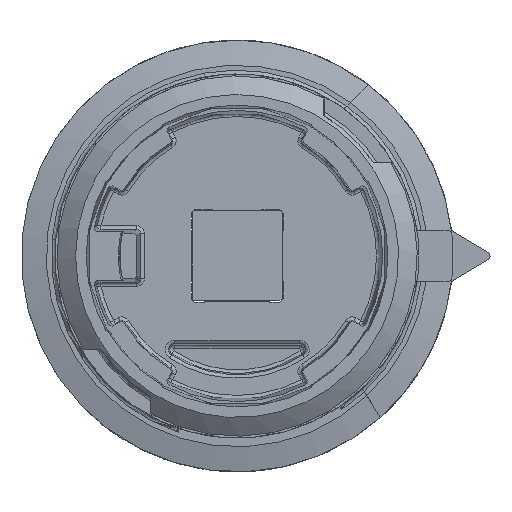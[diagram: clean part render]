
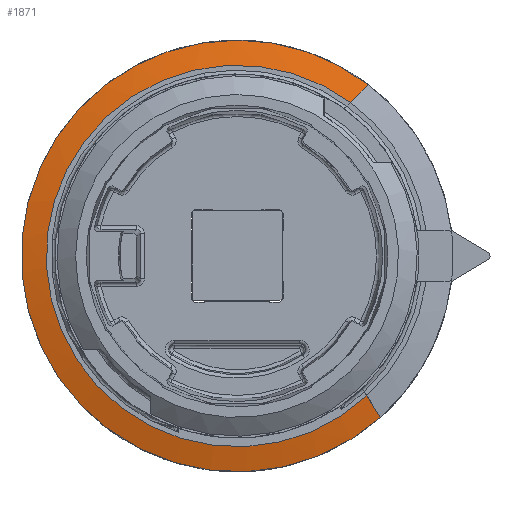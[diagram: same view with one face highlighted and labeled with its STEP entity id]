
A CAD part, left-side view. The second image highlights one B-rep face of the part: STEP entity #1871.
In plain terms, the highlighted conical face has half-angle 75.964 degrees and reference radius 28.75 mm.
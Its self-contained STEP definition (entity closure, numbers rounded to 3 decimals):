
#149=CONICAL_SURFACE('',#8332,28.75,75.964);
#905=B_SPLINE_CURVE_WITH_KNOTS('',3,(#11623,#11624,#11625,#11626),
 .UNSPECIFIED.,.F.,.F.,(4,4),(0.,1.),.UNSPECIFIED.);
#907=B_SPLINE_CURVE_WITH_KNOTS('',3,(#11638,#11639,#11640,#11641),
 .UNSPECIFIED.,.F.,.F.,(4,4),(0.,1.),.UNSPECIFIED.);
#944=B_SPLINE_CURVE_WITH_KNOTS('',3,(#12252,#12253,#12254,#12255),
 .UNSPECIFIED.,.F.,.F.,(4,4),(0.,1.),.UNSPECIFIED.);
#945=B_SPLINE_CURVE_WITH_KNOTS('',3,(#12257,#12258,#12259,#12260),
 .UNSPECIFIED.,.F.,.F.,(4,4),(0.,1.),.UNSPECIFIED.);
#946=B_SPLINE_CURVE_WITH_KNOTS('',3,(#12263,#12264,#12265,#12266),
 .UNSPECIFIED.,.F.,.F.,(4,4),(0.,1.),.UNSPECIFIED.);
#1871=ADVANCED_FACE('',(#2387),#149,.T.);
#2387=FACE_OUTER_BOUND('',#2868,.T.);
#2868=EDGE_LOOP('',(#3600,#3601,#3602,#3603,#3604,#3605,#3606,#3607));
#3600=ORIENTED_EDGE('',*,*,#6707,.F.);
#3601=ORIENTED_EDGE('',*,*,#6703,.F.);
#3602=ORIENTED_EDGE('',*,*,#6708,.F.);
#3603=ORIENTED_EDGE('',*,*,#6709,.F.);
#3604=ORIENTED_EDGE('',*,*,#6571,.T.);
#3605=ORIENTED_EDGE('',*,*,#6575,.T.);
#3606=ORIENTED_EDGE('',*,*,#6710,.T.);
#3607=ORIENTED_EDGE('',*,*,#6711,.F.);
#5773=VERTEX_POINT('',#11615);
#5775=VERTEX_POINT('',#11622);
#5779=VERTEX_POINT('',#11637);
#5900=VERTEX_POINT('',#12244);
#5901=VERTEX_POINT('',#12246);
#5903=VERTEX_POINT('',#12256);
#5904=VERTEX_POINT('',#12261);
#5905=VERTEX_POINT('',#12267);
#6571=EDGE_CURVE('',#5773,#5775,#905,.T.);
#6575=EDGE_CURVE('',#5775,#5779,#907,.T.);
#6703=EDGE_CURVE('',#5900,#5901,#7826,.T.);
#6707=EDGE_CURVE('',#5901,#5903,#944,.T.);
#6708=EDGE_CURVE('',#5904,#5900,#945,.T.);
#6709=EDGE_CURVE('',#5773,#5904,#7828,.T.);
#6710=EDGE_CURVE('',#5779,#5905,#946,.T.);
#6711=EDGE_CURVE('',#5903,#5905,#7829,.T.);
#7826=CIRCLE('',#8327,25.417);
#7828=CIRCLE('',#8330,28.75);
#7829=CIRCLE('',#8331,28.75);
#8327=AXIS2_PLACEMENT_3D('',#12245,#9421,#9422);
#8330=AXIS2_PLACEMENT_3D('',#12262,#9429,#9430);
#8331=AXIS2_PLACEMENT_3D('',#12268,#9431,#9432);
#8332=AXIS2_PLACEMENT_3D('',#12269,#9433,#9434);
#9421=DIRECTION('',(-1.,0.,0.));
#9422=DIRECTION('',(0.,-1.,0.));
#9429=DIRECTION('',(1.,0.,0.));
#9430=DIRECTION('',(0.,-1.,0.));
#9431=DIRECTION('',(1.,0.,0.));
#9432=DIRECTION('',(0.,-1.,0.));
#9433=DIRECTION('',(1.,0.,0.));
#9434=DIRECTION('',(0.,1.,0.));
#11615=CARTESIAN_POINT('',(-9.962,21.357,170.612));
#11622=CARTESIAN_POINT('',(-9.963,21.36,170.527));
#11623=CARTESIAN_POINT('',(-9.962,21.357,170.612));
#11624=CARTESIAN_POINT('',(-9.962,21.359,170.583));
#11625=CARTESIAN_POINT('',(-9.963,21.36,170.555));
#11626=CARTESIAN_POINT('',(-9.963,21.36,170.527));
#11637=CARTESIAN_POINT('',(-9.963,21.36,165.823));
#11638=CARTESIAN_POINT('',(-9.963,21.36,170.527));
#11639=CARTESIAN_POINT('',(-9.995,21.36,168.959));
#11640=CARTESIAN_POINT('',(-9.995,21.36,167.391));
#11641=CARTESIAN_POINT('',(-9.963,21.36,165.823));
#12244=CARTESIAN_POINT('',(-10.796,-22.514,188.528));
#12245=CARTESIAN_POINT('',(-10.796,-7.29,168.175));
#12246=CARTESIAN_POINT('',(-10.796,-24.587,149.552));
#12252=CARTESIAN_POINT('',(-10.796,-24.587,149.552));
#12253=CARTESIAN_POINT('',(-10.519,-25.185,148.594));
#12254=CARTESIAN_POINT('',(-10.241,-25.784,147.637));
#12255=CARTESIAN_POINT('',(-9.962,-26.382,146.68));
#12256=CARTESIAN_POINT('',(-9.962,-26.382,146.68));
#12257=CARTESIAN_POINT('',(-9.962,-24.904,190.898));
#12258=CARTESIAN_POINT('',(-10.24,-24.107,190.108));
#12259=CARTESIAN_POINT('',(-10.518,-23.31,189.318));
#12260=CARTESIAN_POINT('',(-10.796,-22.514,188.528));
#12261=CARTESIAN_POINT('',(-9.962,-24.904,190.898));
#12262=CARTESIAN_POINT('',(-9.962,-7.29,168.175));
#12263=CARTESIAN_POINT('',(-9.963,21.36,165.823));
#12264=CARTESIAN_POINT('',(-9.963,21.36,165.795));
#12265=CARTESIAN_POINT('',(-9.962,21.359,165.767));
#12266=CARTESIAN_POINT('',(-9.962,21.357,165.739));
#12267=CARTESIAN_POINT('',(-9.962,21.357,165.739));
#12268=CARTESIAN_POINT('',(-9.962,-7.29,168.175));
#12269=CARTESIAN_POINT('',(-9.962,-7.29,168.175));
